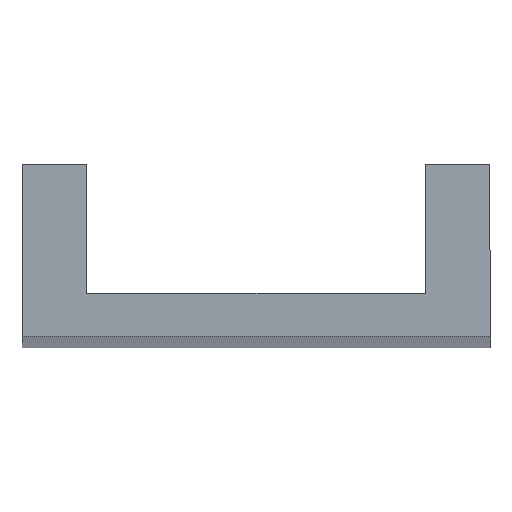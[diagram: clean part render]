
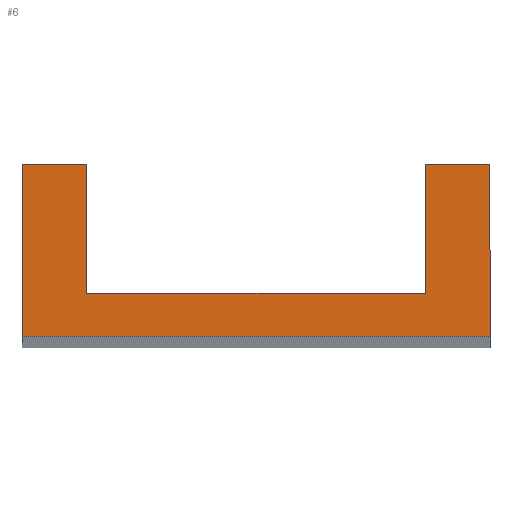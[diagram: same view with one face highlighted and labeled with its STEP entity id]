
A CAD part, top view. The second image highlights one B-rep face of the part: STEP entity #6.
In plain terms, the highlighted planar face has unit normal (0, 0, 1).
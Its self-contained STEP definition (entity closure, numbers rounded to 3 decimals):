
#6 = ADVANCED_FACE ( 'NONE', ( #216 ), #82, .T. ) ;
#9 = AXIS2_PLACEMENT_3D ( 'NONE', #191, #285, #220 ) ;
#16 = CARTESIAN_POINT ( 'NONE',  ( -39.4, 15., 750. ) ) ;
#17 = LINE ( 'NONE', #125, #100 ) ;
#19 = EDGE_CURVE ( 'NONE', #70, #108, #252, .T. ) ;
#24 = CARTESIAN_POINT ( 'NONE',  ( -39.4, -15., 750. ) ) ;
#30 = ORIENTED_EDGE ( 'NONE', *, *, #150, .T. ) ;
#44 = CARTESIAN_POINT ( 'NONE',  ( -39.4, 15., 750. ) ) ;
#45 = VERTEX_POINT ( 'NONE', #113 ) ;
#49 = CARTESIAN_POINT ( 'NONE',  ( 54.4, 15., 750. ) ) ;
#56 = LINE ( 'NONE', #145, #121 ) ;
#70 = VERTEX_POINT ( 'NONE', #293 ) ;
#78 = ORIENTED_EDGE ( 'NONE', *, *, #227, .T. ) ;
#82 = PLANE ( 'NONE',  #9 ) ;
#91 = VECTOR ( 'NONE', #260, 1000. ) ;
#92 = CARTESIAN_POINT ( 'NONE',  ( 54.4, -25., 750. ) ) ;
#94 = VECTOR ( 'NONE', #254, 1000. ) ;
#100 = VECTOR ( 'NONE', #277, 1000. ) ;
#102 = ORIENTED_EDGE ( 'NONE', *, *, #259, .T. ) ;
#108 = VERTEX_POINT ( 'NONE', #92 ) ;
#111 = ORIENTED_EDGE ( 'NONE', *, *, #144, .T. ) ;
#112 = LINE ( 'NONE', #263, #91 ) ;
#113 = CARTESIAN_POINT ( 'NONE',  ( 39.4, -15., 750. ) ) ;
#121 = VECTOR ( 'NONE', #166, 1000. ) ;
#125 = CARTESIAN_POINT ( 'NONE',  ( -54.4, 15., 750. ) ) ;
#126 = CARTESIAN_POINT ( 'NONE',  ( 39.4, -15., 750. ) ) ;
#127 = CARTESIAN_POINT ( 'NONE',  ( 39.4, 15., 750. ) ) ;
#144 = EDGE_CURVE ( 'NONE', #45, #215, #171, .T. ) ;
#145 = CARTESIAN_POINT ( 'NONE',  ( -39.4, -15., 750. ) ) ;
#150 = EDGE_CURVE ( 'NONE', #215, #180, #56, .T. ) ;
#152 = DIRECTION ( 'NONE',  ( -1., 0., 0. ) ) ;
#155 = LINE ( 'NONE', #44, #320 ) ;
#160 = ORIENTED_EDGE ( 'NONE', *, *, #305, .T. ) ;
#163 = CARTESIAN_POINT ( 'NONE',  ( -54.4, 15., 750. ) ) ;
#166 = DIRECTION ( 'NONE',  ( 0., 1., 0. ) ) ;
#171 = LINE ( 'NONE', #271, #231 ) ;
#177 = ORIENTED_EDGE ( 'NONE', *, *, #19, .T. ) ;
#180 = VERTEX_POINT ( 'NONE', #16 ) ;
#184 = VECTOR ( 'NONE', #211, 1000. ) ;
#191 = CARTESIAN_POINT ( 'NONE',  ( 0., 0., 750. ) ) ;
#192 = EDGE_CURVE ( 'NONE', #180, #327, #155, .T. ) ;
#210 = VECTOR ( 'NONE', #225, 1000. ) ;
#211 = DIRECTION ( 'NONE',  ( -1., 0., 0. ) ) ;
#212 = VERTEX_POINT ( 'NONE', #127 ) ;
#213 = EDGE_CURVE ( 'NONE', #235, #212, #236, .T. ) ;
#215 = VERTEX_POINT ( 'NONE', #24 ) ;
#216 = FACE_OUTER_BOUND ( 'NONE', #281, .T. ) ;
#220 = DIRECTION ( 'NONE',  ( 1., 0., 0. ) ) ;
#225 = DIRECTION ( 'NONE',  ( 1., 0., 0. ) ) ;
#227 = EDGE_CURVE ( 'NONE', #212, #45, #300, .T. ) ;
#231 = VECTOR ( 'NONE', #287, 1000. ) ;
#235 = VERTEX_POINT ( 'NONE', #297 ) ;
#236 = LINE ( 'NONE', #49, #184 ) ;
#248 = CARTESIAN_POINT ( 'NONE',  ( 54.4, -25., 750. ) ) ;
#252 = LINE ( 'NONE', #248, #210 ) ;
#254 = DIRECTION ( 'NONE',  ( 0., -1., 0. ) ) ;
#259 = EDGE_CURVE ( 'NONE', #327, #70, #17, .T. ) ;
#260 = DIRECTION ( 'NONE',  ( 0., 1., 0. ) ) ;
#263 = CARTESIAN_POINT ( 'NONE',  ( 54.4, 15., 750. ) ) ;
#271 = CARTESIAN_POINT ( 'NONE',  ( 39.4, -15., 750. ) ) ;
#277 = DIRECTION ( 'NONE',  ( 0., -1., 0. ) ) ;
#279 = ORIENTED_EDGE ( 'NONE', *, *, #213, .T. ) ;
#281 = EDGE_LOOP ( 'NONE', ( #30, #329, #102, #177, #160, #279, #78, #111 ) ) ;
#285 = DIRECTION ( 'NONE',  ( 0., 0., 1. ) ) ;
#287 = DIRECTION ( 'NONE',  ( -1., 0., 0. ) ) ;
#293 = CARTESIAN_POINT ( 'NONE',  ( -54.4, -25., 750. ) ) ;
#297 = CARTESIAN_POINT ( 'NONE',  ( 54.4, 15., 750. ) ) ;
#300 = LINE ( 'NONE', #126, #94 ) ;
#305 = EDGE_CURVE ( 'NONE', #108, #235, #112, .T. ) ;
#320 = VECTOR ( 'NONE', #152, 1000. ) ;
#327 = VERTEX_POINT ( 'NONE', #163 ) ;
#329 = ORIENTED_EDGE ( 'NONE', *, *, #192, .T. ) ;
